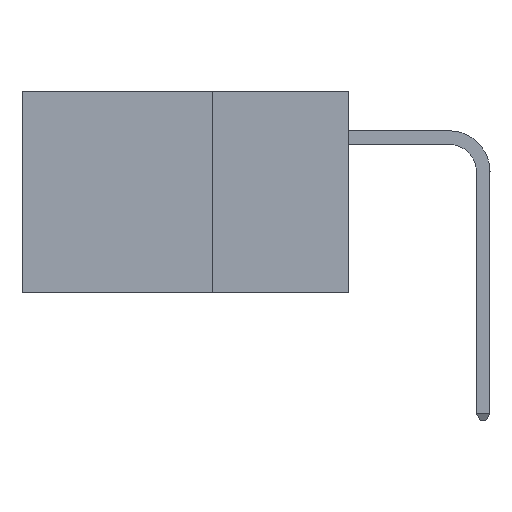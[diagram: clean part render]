
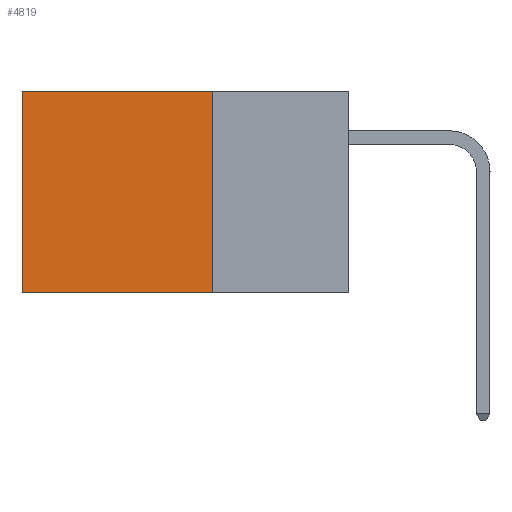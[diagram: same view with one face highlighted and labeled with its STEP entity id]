
A CAD part, left-side view. The second image highlights one B-rep face of the part: STEP entity #4819.
In plain terms, the highlighted planar face has unit normal (-1, 0, 0).
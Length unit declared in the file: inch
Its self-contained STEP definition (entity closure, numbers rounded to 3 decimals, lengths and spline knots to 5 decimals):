
#586 = ORIENTED_EDGE ( 'NONE', *, *, #9850, .F. ) ;
#638 = VECTOR ( 'NONE', #8540, 39.37008 ) ;
#744 = EDGE_CURVE ( 'NONE', #4881, #8073, #6385, .T. ) ;
#793 = VERTEX_POINT ( 'NONE', #6882 ) ;
#1589 = LINE ( 'NONE', #9484, #5701 ) ;
#1593 = DIRECTION ( 'NONE',  ( 1., 0., 0. ) ) ;
#1667 = CARTESIAN_POINT ( 'NONE',  ( 0.2875, 0.25, -0.37 ) ) ;
#1729 = AXIS2_PLACEMENT_3D ( 'NONE', #9750, #1593, #7316 ) ;
#1737 = ORIENTED_EDGE ( 'NONE', *, *, #7067, .T. ) ;
#2343 = LINE ( 'NONE', #10493, #4287 ) ;
#2641 = CARTESIAN_POINT ( 'NONE',  ( 0.2875, 0.25, -0.37 ) ) ;
#2874 = VERTEX_POINT ( 'NONE', #4126 ) ;
#2887 = LINE ( 'NONE', #9320, #638 ) ;
#3722 = ORIENTED_EDGE ( 'NONE', *, *, #10284, .T. ) ;
#4008 = DIRECTION ( 'NONE',  ( 0., 0., -1. ) ) ;
#4126 = CARTESIAN_POINT ( 'NONE',  ( 0.2875, 0.25, 0. ) ) ;
#4265 = VECTOR ( 'NONE', #8338, 39.37008 ) ;
#4287 = VECTOR ( 'NONE', #4008, 39.37008 ) ;
#4819 = ADVANCED_FACE ( 'NONE', ( #10601 ), #6489, .F. ) ;
#4881 = VERTEX_POINT ( 'NONE', #1667 ) ;
#5035 = EDGE_LOOP ( 'NONE', ( #1737, #6783, #586, #3722 ) ) ;
#5701 = VECTOR ( 'NONE', #9524, 39.37008 ) ;
#6385 = LINE ( 'NONE', #2641, #4265 ) ;
#6489 = PLANE ( 'NONE',  #1729 ) ;
#6783 = ORIENTED_EDGE ( 'NONE', *, *, #744, .F. ) ;
#6882 = CARTESIAN_POINT ( 'NONE',  ( 0.2875, 0.6, 0. ) ) ;
#7067 = EDGE_CURVE ( 'NONE', #793, #8073, #1589, .T. ) ;
#7316 = DIRECTION ( 'NONE',  ( 0., 0., -1. ) ) ;
#8073 = VERTEX_POINT ( 'NONE', #8904 ) ;
#8338 = DIRECTION ( 'NONE',  ( 0., 1., 0. ) ) ;
#8540 = DIRECTION ( 'NONE',  ( 0., 1., 0. ) ) ;
#8904 = CARTESIAN_POINT ( 'NONE',  ( 0.2875, 0.6, -0.37 ) ) ;
#9320 = CARTESIAN_POINT ( 'NONE',  ( 0.2875, 0.25, 0. ) ) ;
#9484 = CARTESIAN_POINT ( 'NONE',  ( 0.2875, 0.6, 0. ) ) ;
#9524 = DIRECTION ( 'NONE',  ( 0., 0., -1. ) ) ;
#9750 = CARTESIAN_POINT ( 'NONE',  ( 0.2875, 0.25, 0. ) ) ;
#9850 = EDGE_CURVE ( 'NONE', #2874, #4881, #2343, .T. ) ;
#10284 = EDGE_CURVE ( 'NONE', #2874, #793, #2887, .T. ) ;
#10493 = CARTESIAN_POINT ( 'NONE',  ( 0.2875, 0.25, 0. ) ) ;
#10601 = FACE_OUTER_BOUND ( 'NONE', #5035, .T. ) ;
